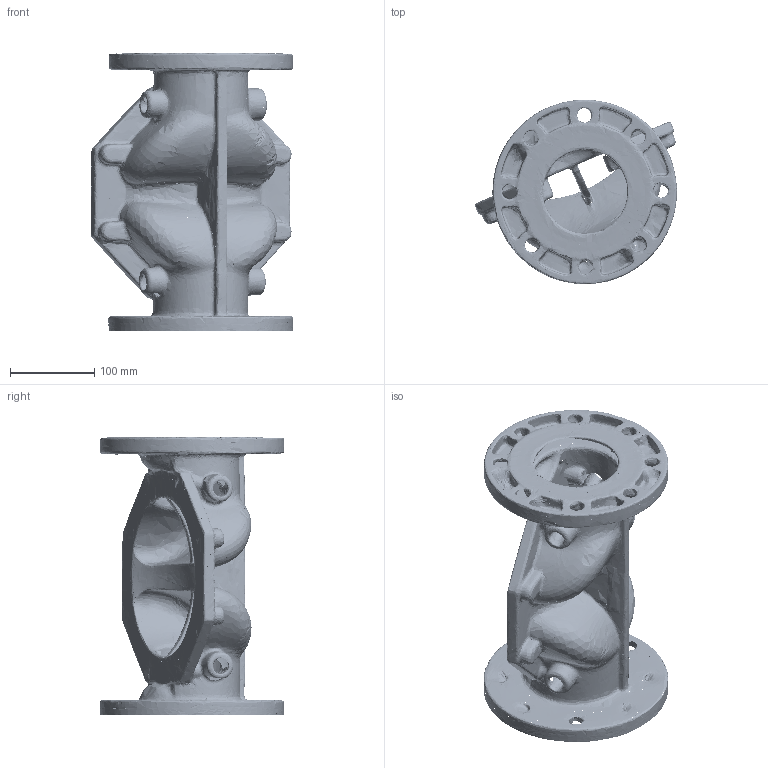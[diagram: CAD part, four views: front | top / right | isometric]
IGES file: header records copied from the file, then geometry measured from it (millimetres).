
Start section:  PTC IGES file: __pktempfile__0.igs
Global section: file name: __pktempfile__0.igs; native system:  by Parametric Technology Corporation; preprocessor: 2007370; organization: Unknown; date: 20120203.160948; units: millimetre
Bounding box: 239.5 x 218.72 x 330.4 mm (x, y, z)
Surface area: 376056.3 mm2 (no closed solid volume)
Topology: 0 solids, 0 shells, 2981 faces, 11924 edges, 11924 vertices
Faces by surface type: bspline 2981
